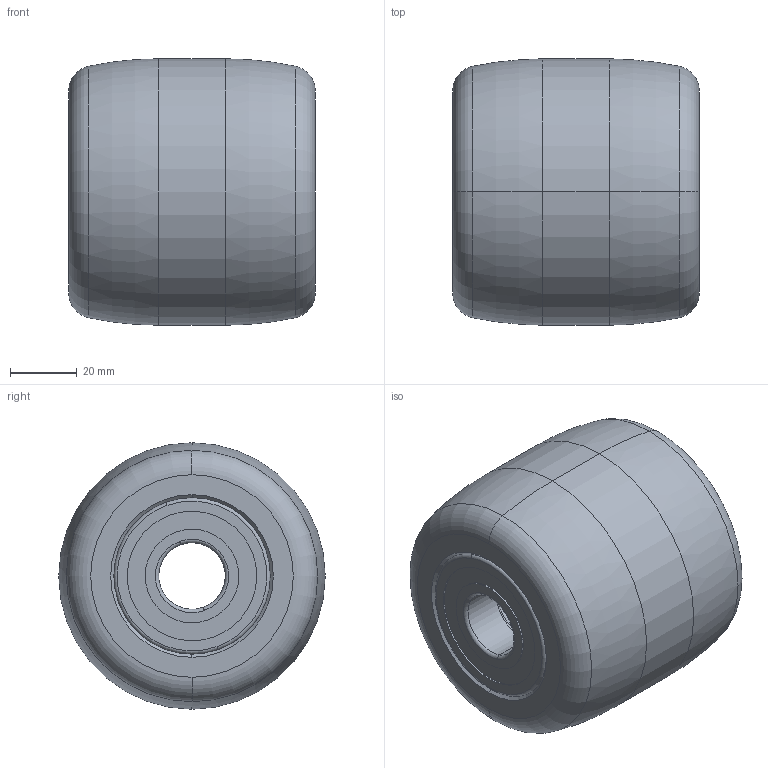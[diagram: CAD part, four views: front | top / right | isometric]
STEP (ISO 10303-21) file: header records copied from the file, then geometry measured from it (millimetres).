
FILE_DESCRIPTION (( 'STEP AP214' ), '1' );
FILE_NAME ('0012267.step', '2022-07-29T10:01:10', ( '' ), ( '' ), 'SwSTEP 2.0', 'SolidWorks 2020', '' );
FILE_SCHEMA (( 'AUTOMOTIVE_DESIGN' ));
Length unit declared in the file: millimetre
Products named in the file (1): 0012267
Bounding box: 74 x 80 x 80 mm (x, y, z)
Volume: 273528.2 mm3; surface area: 58443 mm2
Topology: 11 solids, 11 shells, 116 faces, 232 edges, 136 vertices
Faces by surface type: cylinder 48, torus 44, plane 20, cone 4
Entity records: 3480 total; most frequent: DIRECTION 646, CARTESIAN_POINT 485, ORIENTED_EDGE 464, AXIS2_PLACEMENT_3D 297, EDGE_CURVE 232, CIRCLE 180, VERTEX_POINT 136, EDGE_LOOP 136
